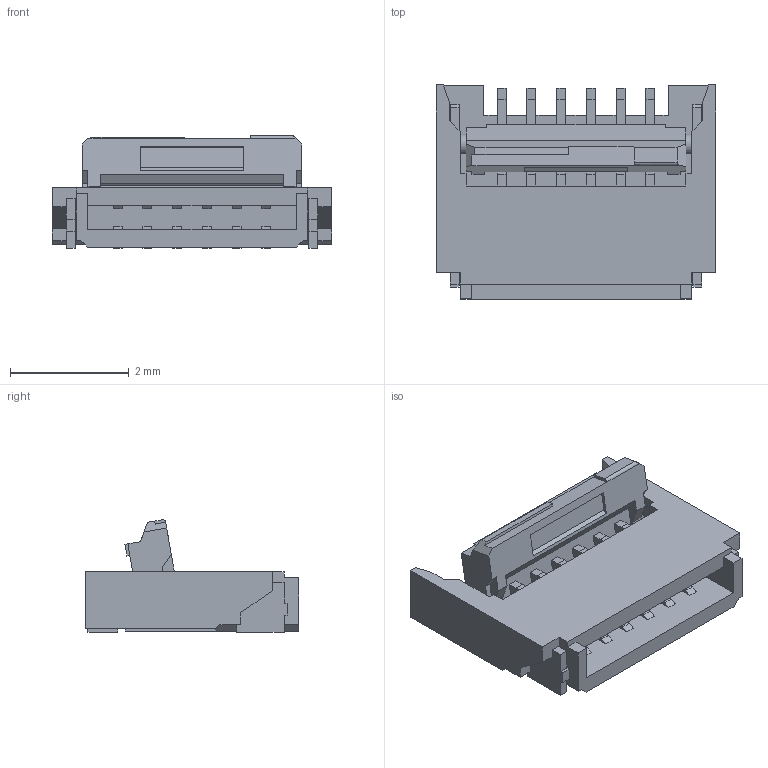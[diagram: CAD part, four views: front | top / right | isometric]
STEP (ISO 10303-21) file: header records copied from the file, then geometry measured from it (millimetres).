
FILE_DESCRIPTION(/* description */ (''),/* implementation_level */ '2;1');
FILE_NAME(/* name */ 'FPC6-0.5mm-1.step',/* time_stamp */ '2022-02-18T16:23:54+08:00',/* author */ (''),/* organization */ (''),/* preprocessor_version */ 'ST-DEVELOPER v18.1',/* originating_system */ 'Autodesk Translation Framework v10.13.0.1454',/* authorisation */ '');
FILE_SCHEMA (('AUTOMOTIVE_DESIGN { 1 0 10303 214 3 1 1 }'));
Length unit declared in the file: millimetre
Products named in the file (1): (未保存)
Bounding box: 4.7 x 3.6 x 1.9 mm (x, y, z)
Volume: 11.2 mm3; surface area: 86 mm2
Topology: 1 solids, 1 shells, 337 faces, 943 edges, 627 vertices
Faces by surface type: plane 309, cylinder 28
Entity records: 10757 total; most frequent: CARTESIAN_POINT 1908, ORIENTED_EDGE 1886, DIRECTION 1679, EDGE_CURVE 943, LINE 883, VECTOR 883, VERTEX_POINT 627, AXIS2_PLACEMENT_3D 398
